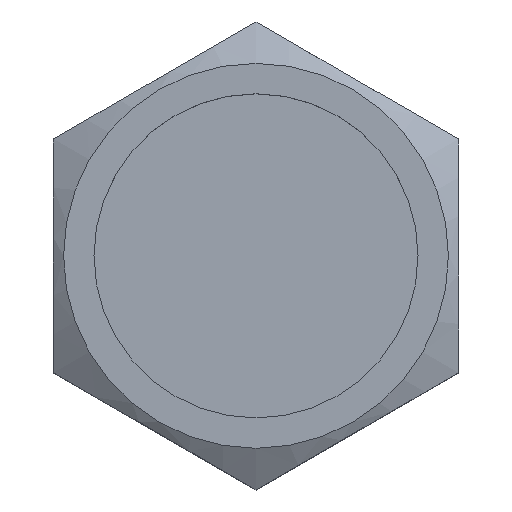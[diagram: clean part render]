
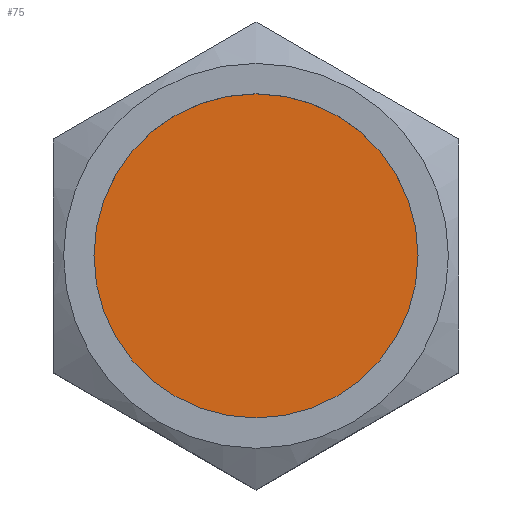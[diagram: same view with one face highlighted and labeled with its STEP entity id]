
A CAD part, top view. The second image highlights one B-rep face of the part: STEP entity #75.
In plain terms, the highlighted planar face has unit normal (0, 0, 1).
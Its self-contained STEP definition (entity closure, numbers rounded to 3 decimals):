
#75=ADVANCED_FACE('',(#210),#212,.T.);
#210=FACE_BOUND('',#211,.T.);
#211=EDGE_LOOP('',(#313));
#212=PLANE('',#213);
#213=AXIS2_PLACEMENT_3D('',#214,#215,#216);
#214=CARTESIAN_POINT('',(0.,0.,3.84));
#215=DIRECTION('',(0.,0.,1.));
#216=DIRECTION('',(1.,0.,0.));
#313=ORIENTED_EDGE('',*,*,#354,.T.);
#354=EDGE_CURVE('',#381,#381,#382,.T.);
#381=VERTEX_POINT('',#431);
#382=CIRCLE('',#432,6.8);
#431=CARTESIAN_POINT('',(6.8,0.,3.84));
#432=AXIS2_PLACEMENT_3D('',#433,#434,#435);
#433=CARTESIAN_POINT('',(0.,0.,3.84));
#434=DIRECTION('',(0.,0.,1.));
#435=DIRECTION('',(1.,0.,0.));
